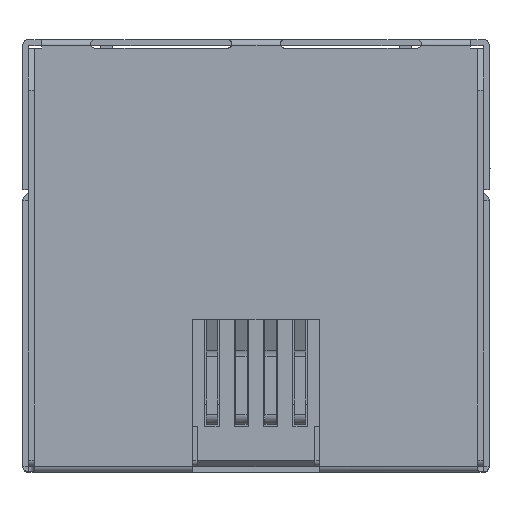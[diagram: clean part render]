
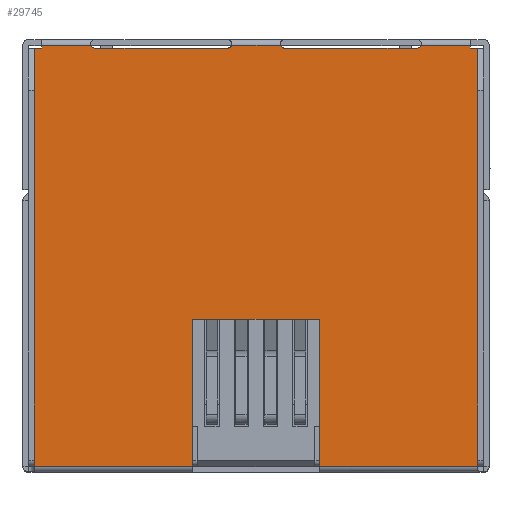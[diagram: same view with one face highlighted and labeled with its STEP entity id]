
A CAD part, top view. The second image highlights one B-rep face of the part: STEP entity #29745.
In plain terms, the highlighted planar face has unit normal (0, 0, 1).
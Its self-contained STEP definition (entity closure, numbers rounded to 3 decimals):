
#3678=AXIS2_PLACEMENT_3D('Circle Axis2P3D',#3676,#3677,$) ;
#3756=AXIS2_PLACEMENT_3D('Circle Axis2P3D',#3754,#3755,$) ;
#3859=AXIS2_PLACEMENT_3D('Circle Axis2P3D',#3857,#3858,$) ;
#29647=AXIS2_PLACEMENT_3D('Plane Axis2P3D',#29644,#29645,#29646) ;
#3673=CARTESIAN_POINT('Vertex',(13.708,14.7,13.7)) ;
#3676=CARTESIAN_POINT('Axis2P3D Location',(13.708,14.85,13.7)) ;
#3680=CARTESIAN_POINT('Vertex',(13.849,14.8,13.7)) ;
#3749=CARTESIAN_POINT('Vertex',(8.966,14.8,13.7)) ;
#3754=CARTESIAN_POINT('Axis2P3D Location',(9.108,14.85,13.7)) ;
#3758=CARTESIAN_POINT('Vertex',(9.108,14.7,13.7)) ;
#3854=CARTESIAN_POINT('Vertex',(2.386,14.8,13.7)) ;
#3857=CARTESIAN_POINT('Axis2P3D Location',(2.528,14.85,13.7)) ;
#3861=CARTESIAN_POINT('Vertex',(2.528,14.7,13.7)) ;
#4720=CARTESIAN_POINT('Line Origine',(15.855,14.8,13.7)) ;
#4724=CARTESIAN_POINT('Vertex',(15.558,14.8,13.7)) ;
#4740=CARTESIAN_POINT('Line Origine',(15.855,14.8,13.7)) ;
#4744=CARTESIAN_POINT('Vertex',(7.269,14.8,13.7)) ;
#4775=CARTESIAN_POINT('Vertex',(0.678,14.8,13.7)) ;
#4778=CARTESIAN_POINT('Line Origine',(15.855,14.8,13.7)) ;
#5317=CARTESIAN_POINT('Vertex',(15.808,14.7,13.7)) ;
#5320=CARTESIAN_POINT('Line Origine',(15.808,7.45,13.7)) ;
#5324=CARTESIAN_POINT('Vertex',(15.808,0.2,13.7)) ;
#13518=CARTESIAN_POINT('Vertex',(0.428,0.2,13.7)) ;
#13625=CARTESIAN_POINT('Vertex',(5.918,0.2,13.7)) ;
#23922=CARTESIAN_POINT('Vertex',(10.318,5.3,13.7)) ;
#23925=CARTESIAN_POINT('Line Origine',(8.118,5.3,13.7)) ;
#23929=CARTESIAN_POINT('Vertex',(5.918,5.3,13.7)) ;
#24000=CARTESIAN_POINT('Line Origine',(5.918,2.75,13.7)) ;
#29644=CARTESIAN_POINT('Axis2P3D Location',(8.118,7.5,13.7)) ;
#29649=CARTESIAN_POINT('Line Origine',(0.678,14.75,13.7)) ;
#29653=CARTESIAN_POINT('Vertex',(0.678,14.7,13.7)) ;
#29656=CARTESIAN_POINT('Line Origine',(0.553,14.7,13.7)) ;
#29660=CARTESIAN_POINT('Vertex',(0.428,14.7,13.7)) ;
#29663=CARTESIAN_POINT('Line Origine',(0.428,7.45,13.7)) ;
#29668=CARTESIAN_POINT('Line Origine',(3.173,0.2,13.7)) ;
#29673=CARTESIAN_POINT('Line Origine',(10.318,2.75,13.7)) ;
#29677=CARTESIAN_POINT('Vertex',(10.318,0.2,13.7)) ;
#29680=CARTESIAN_POINT('Line Origine',(13.063,0.2,13.7)) ;
#29685=CARTESIAN_POINT('Line Origine',(15.683,14.7,13.7)) ;
#29689=CARTESIAN_POINT('Vertex',(15.558,14.7,13.7)) ;
#29692=CARTESIAN_POINT('Line Origine',(15.558,14.75,13.7)) ;
#29697=CARTESIAN_POINT('Line Origine',(11.408,14.7,13.7)) ;
#29703=CARTESIAN_POINT('Control Point',(7.128,14.7,13.7)) ;
#29704=CARTESIAN_POINT('Control Point',(7.142,14.7,13.7)) ;
#29705=CARTESIAN_POINT('Control Point',(7.157,14.702,13.7)) ;
#29706=CARTESIAN_POINT('Control Point',(7.172,14.706,13.7)) ;
#29707=CARTESIAN_POINT('Control Point',(7.2,14.716,13.7)) ;
#29708=CARTESIAN_POINT('Control Point',(7.224,14.733,13.7)) ;
#29709=CARTESIAN_POINT('Control Point',(7.235,14.744,13.7)) ;
#29710=CARTESIAN_POINT('Control Point',(7.25,14.761,13.7)) ;
#29711=CARTESIAN_POINT('Control Point',(7.261,14.78,13.7)) ;
#29712=CARTESIAN_POINT('Control Point',(7.264,14.786,13.7)) ;
#29713=CARTESIAN_POINT('Control Point',(7.267,14.793,13.7)) ;
#29714=CARTESIAN_POINT('Control Point',(7.269,14.8,13.7)) ;
#29715=CARTESIAN_POINT('Vertex',(7.128,14.7,13.7)) ;
#29718=CARTESIAN_POINT('Line Origine',(4.828,14.7,13.7)) ;
#3677=DIRECTION('Axis2P3D Direction',(0.,0.,1.)) ;
#3755=DIRECTION('Axis2P3D Direction',(0.,0.,1.)) ;
#3858=DIRECTION('Axis2P3D Direction',(0.,0.,1.)) ;
#4721=DIRECTION('Vector Direction',(-1.,0.,0.)) ;
#4741=DIRECTION('Vector Direction',(-1.,0.,0.)) ;
#4779=DIRECTION('Vector Direction',(-1.,0.,0.)) ;
#5321=DIRECTION('Vector Direction',(0.,-1.,0.)) ;
#23926=DIRECTION('Vector Direction',(1.,0.,0.)) ;
#24001=DIRECTION('Vector Direction',(0.,1.,0.)) ;
#29645=DIRECTION('Axis2P3D Direction',(0.,0.,-1.)) ;
#29646=DIRECTION('Axis2P3D XDirection',(-1.,0.,0.)) ;
#29650=DIRECTION('Vector Direction',(0.,-1.,0.)) ;
#29657=DIRECTION('Vector Direction',(1.,0.,0.)) ;
#29664=DIRECTION('Vector Direction',(0.,-1.,0.)) ;
#29669=DIRECTION('Vector Direction',(1.,0.,0.)) ;
#29674=DIRECTION('Vector Direction',(0.,1.,0.)) ;
#29681=DIRECTION('Vector Direction',(1.,0.,0.)) ;
#29686=DIRECTION('Vector Direction',(1.,0.,0.)) ;
#29693=DIRECTION('Vector Direction',(0.,1.,0.)) ;
#29698=DIRECTION('Vector Direction',(-1.,0.,0.)) ;
#29719=DIRECTION('Vector Direction',(-1.,0.,0.)) ;
#4722=VECTOR('Line Direction',#4721,1.) ;
#4742=VECTOR('Line Direction',#4741,1.) ;
#4780=VECTOR('Line Direction',#4779,1.) ;
#5322=VECTOR('Line Direction',#5321,1.) ;
#23927=VECTOR('Line Direction',#23926,1.) ;
#24002=VECTOR('Line Direction',#24001,1.) ;
#29651=VECTOR('Line Direction',#29650,1.) ;
#29658=VECTOR('Line Direction',#29657,1.) ;
#29665=VECTOR('Line Direction',#29664,1.) ;
#29670=VECTOR('Line Direction',#29669,1.) ;
#29675=VECTOR('Line Direction',#29674,1.) ;
#29682=VECTOR('Line Direction',#29681,1.) ;
#29687=VECTOR('Line Direction',#29686,1.) ;
#29694=VECTOR('Line Direction',#29693,1.) ;
#29699=VECTOR('Line Direction',#29698,1.) ;
#29720=VECTOR('Line Direction',#29719,1.) ;
#29724=ORIENTED_EDGE('',*,*,#3863,.F.) ;
#29725=ORIENTED_EDGE('',*,*,#4782,.T.) ;
#29726=ORIENTED_EDGE('',*,*,#29655,.T.) ;
#29727=ORIENTED_EDGE('',*,*,#29662,.F.) ;
#29728=ORIENTED_EDGE('',*,*,#29667,.T.) ;
#29729=ORIENTED_EDGE('',*,*,#29672,.T.) ;
#29730=ORIENTED_EDGE('',*,*,#24004,.T.) ;
#29731=ORIENTED_EDGE('',*,*,#23931,.T.) ;
#29732=ORIENTED_EDGE('',*,*,#29679,.F.) ;
#29733=ORIENTED_EDGE('',*,*,#29684,.F.) ;
#29734=ORIENTED_EDGE('',*,*,#5326,.F.) ;
#29735=ORIENTED_EDGE('',*,*,#29691,.F.) ;
#29736=ORIENTED_EDGE('',*,*,#29696,.T.) ;
#29737=ORIENTED_EDGE('',*,*,#4726,.T.) ;
#29738=ORIENTED_EDGE('',*,*,#3682,.F.) ;
#29739=ORIENTED_EDGE('',*,*,#29701,.T.) ;
#29740=ORIENTED_EDGE('',*,*,#3760,.F.) ;
#29741=ORIENTED_EDGE('',*,*,#4746,.T.) ;
#29742=ORIENTED_EDGE('',*,*,#29717,.F.) ;
#29743=ORIENTED_EDGE('',*,*,#29722,.T.) ;
#29745=ADVANCED_FACE('model',(#29744),#29648,.F.) ;
#29702=B_SPLINE_CURVE_WITH_KNOTS('',5,(#29703,#29704,#29705,#29706,#29707,#29708,#29709,#29710,#29711,#29712,#29713,#29714),.UNSPECIFIED.,.F.,.U.,(6,3,3,6),(0.,0.104,0.208,0.261),.UNSPECIFIED.) ;
#3679=CIRCLE('generated circle',#3678,0.15) ;
#3757=CIRCLE('generated circle',#3756,0.15) ;
#3860=CIRCLE('generated circle',#3859,0.15) ;
#3682=EDGE_CURVE('',#3674,#3681,#3679,.T.) ;
#3760=EDGE_CURVE('',#3750,#3759,#3757,.T.) ;
#3863=EDGE_CURVE('',#3855,#3862,#3860,.T.) ;
#4726=EDGE_CURVE('',#4725,#3681,#4723,.T.) ;
#4746=EDGE_CURVE('',#3750,#4745,#4743,.T.) ;
#4782=EDGE_CURVE('',#3855,#4776,#4781,.T.) ;
#5326=EDGE_CURVE('',#5318,#5325,#5323,.T.) ;
#23931=EDGE_CURVE('',#23930,#23923,#23928,.T.) ;
#24004=EDGE_CURVE('',#13626,#23930,#24003,.T.) ;
#29655=EDGE_CURVE('',#4776,#29654,#29652,.T.) ;
#29662=EDGE_CURVE('',#29661,#29654,#29659,.T.) ;
#29667=EDGE_CURVE('',#29661,#13519,#29666,.T.) ;
#29672=EDGE_CURVE('',#13519,#13626,#29671,.T.) ;
#29679=EDGE_CURVE('',#29678,#23923,#29676,.T.) ;
#29684=EDGE_CURVE('',#5325,#29678,#29683,.F.) ;
#29691=EDGE_CURVE('',#29690,#5318,#29688,.T.) ;
#29696=EDGE_CURVE('',#29690,#4725,#29695,.T.) ;
#29701=EDGE_CURVE('',#3674,#3759,#29700,.T.) ;
#29717=EDGE_CURVE('',#29716,#4745,#29702,.T.) ;
#29722=EDGE_CURVE('',#29716,#3862,#29721,.T.) ;
#29723=EDGE_LOOP('',(#29724,#29725,#29726,#29727,#29728,#29729,#29730,#29731,#29732,#29733,#29734,#29735,#29736,#29737,#29738,#29739,#29740,#29741,#29742,#29743)) ;
#29744=FACE_OUTER_BOUND('',#29723,.T.) ;
#4723=LINE('Line',#4720,#4722) ;
#4743=LINE('Line',#4740,#4742) ;
#4781=LINE('Line',#4778,#4780) ;
#5323=LINE('Line',#5320,#5322) ;
#23928=LINE('Line',#23925,#23927) ;
#24003=LINE('Line',#24000,#24002) ;
#29652=LINE('Line',#29649,#29651) ;
#29659=LINE('Line',#29656,#29658) ;
#29666=LINE('Line',#29663,#29665) ;
#29671=LINE('Line',#29668,#29670) ;
#29676=LINE('Line',#29673,#29675) ;
#29683=LINE('Line',#29680,#29682) ;
#29688=LINE('Line',#29685,#29687) ;
#29695=LINE('Line',#29692,#29694) ;
#29700=LINE('Line',#29697,#29699) ;
#29721=LINE('Line',#29718,#29720) ;
#29648=PLANE('',#29647) ;
#3674=VERTEX_POINT('',#3673) ;
#3681=VERTEX_POINT('',#3680) ;
#3750=VERTEX_POINT('',#3749) ;
#3759=VERTEX_POINT('',#3758) ;
#3855=VERTEX_POINT('',#3854) ;
#3862=VERTEX_POINT('',#3861) ;
#4725=VERTEX_POINT('',#4724) ;
#4745=VERTEX_POINT('',#4744) ;
#4776=VERTEX_POINT('',#4775) ;
#5318=VERTEX_POINT('',#5317) ;
#5325=VERTEX_POINT('',#5324) ;
#13519=VERTEX_POINT('',#13518) ;
#13626=VERTEX_POINT('',#13625) ;
#23923=VERTEX_POINT('',#23922) ;
#23930=VERTEX_POINT('',#23929) ;
#29654=VERTEX_POINT('',#29653) ;
#29661=VERTEX_POINT('',#29660) ;
#29678=VERTEX_POINT('',#29677) ;
#29690=VERTEX_POINT('',#29689) ;
#29716=VERTEX_POINT('',#29715) ;
